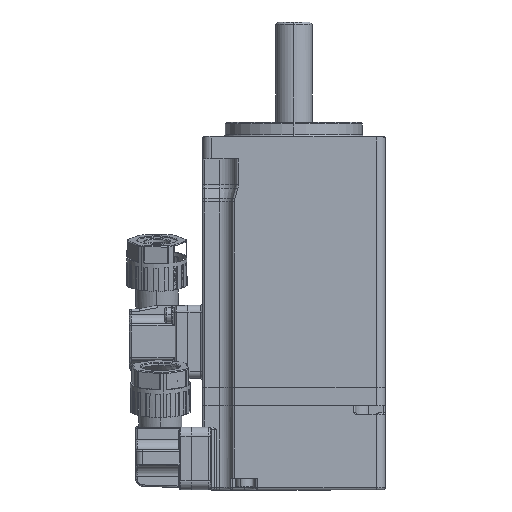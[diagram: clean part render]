
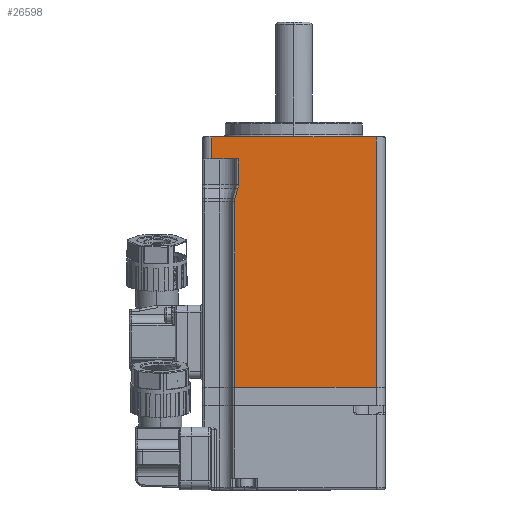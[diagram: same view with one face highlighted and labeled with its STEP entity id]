
A CAD part, top view. The second image highlights one B-rep face of the part: STEP entity #26598.
In plain terms, the highlighted planar face has unit normal (0, 0, 1).
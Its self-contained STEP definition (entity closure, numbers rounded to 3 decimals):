
#730 = CARTESIAN_POINT ( 'NONE',  ( 18., 0., 20. ) ) ;
#1555 = ORIENTED_EDGE ( 'NONE', *, *, #57114, .T. ) ;
#1956 = CARTESIAN_POINT ( 'NONE',  ( -18., 58., 20. ) ) ;
#4248 = EDGE_CURVE ( 'NONE', #21729, #49222, #61024, .T. ) ;
#5491 = VERTEX_POINT ( 'NONE', #37778 ) ;
#6363 = VERTEX_POINT ( 'NONE', #46888 ) ;
#6818 = VERTEX_POINT ( 'NONE', #18007 ) ;
#6977 = VERTEX_POINT ( 'NONE', #730 ) ;
#8352 = ORIENTED_EDGE ( 'NONE', *, *, #16656, .T. ) ;
#8613 = CARTESIAN_POINT ( 'NONE',  ( -12.907, 41.274, 20. ) ) ;
#10080 = EDGE_CURVE ( 'NONE', #22928, #12466, #25588, .T. ) ;
#10900 = VECTOR ( 'NONE', #13129, 1000. ) ;
#11177 = LINE ( 'NONE', #26400, #56257 ) ;
#11203 = LINE ( 'NONE', #1956, #61370 ) ;
#11897 = ORIENTED_EDGE ( 'NONE', *, *, #16631, .F. ) ;
#12026 = EDGE_CURVE ( 'NONE', #38060, #22928, #60432, .T. ) ;
#12466 = VERTEX_POINT ( 'NONE', #8613 ) ;
#12519 = VECTOR ( 'NONE', #51629, 1000. ) ;
#13129 = DIRECTION ( 'NONE',  ( -1., 0., 0. ) ) ;
#14480 = DIRECTION ( 'NONE',  ( 0., 0., -1. ) ) ;
#16466 = EDGE_CURVE ( 'NONE', #6363, #6977, #18001, .T. ) ;
#16631 = EDGE_CURVE ( 'NONE', #21729, #6977, #11177, .T. ) ;
#16656 = EDGE_CURVE ( 'NONE', #6818, #6363, #35120, .T. ) ;
#18001 = LINE ( 'NONE', #37997, #12519 ) ;
#18007 = CARTESIAN_POINT ( 'NONE',  ( -13., 40.6, 20. ) ) ;
#18955 = CARTESIAN_POINT ( 'NONE',  ( -12.163, 44.412, 20. ) ) ;
#19037 = CARTESIAN_POINT ( 'NONE',  ( -18., 54.8, 20. ) ) ;
#19587 = LINE ( 'NONE', #18955, #46851 ) ;
#20640 = DIRECTION ( 'NONE',  ( -1., 0., 0. ) ) ;
#21469 = ORIENTED_EDGE ( 'NONE', *, *, #10080, .T. ) ;
#21729 = VERTEX_POINT ( 'NONE', #43030 ) ;
#22867 = AXIS2_PLACEMENT_3D ( 'NONE', #57093, #14480, #28206 ) ;
#22928 = VERTEX_POINT ( 'NONE', #52798 ) ;
#23059 = ORIENTED_EDGE ( 'NONE', *, *, #30065, .T. ) ;
#25337 = ORIENTED_EDGE ( 'NONE', *, *, #16466, .T. ) ;
#25470 = DIRECTION ( 'NONE',  ( 0., -1., 0. ) ) ;
#25486 = CARTESIAN_POINT ( 'NONE',  ( -12.163, 44.412, 20. ) ) ;
#25588 = LINE ( 'NONE', #59760, #57336 ) ;
#25658 = ORIENTED_EDGE ( 'NONE', *, *, #4248, .T. ) ;
#26400 = CARTESIAN_POINT ( 'NONE',  ( 18., 58., 20. ) ) ;
#26406 = CARTESIAN_POINT ( 'NONE',  ( -18., 50., 20. ) ) ;
#26598 = ADVANCED_FACE ( 'NONE', ( #42834 ), #43770, .F. ) ;
#26690 = DIRECTION ( 'NONE',  ( 0., 0., 1. ) ) ;
#27047 = CIRCLE ( 'NONE', #54785, 2.5 ) ;
#27750 = CARTESIAN_POINT ( 'NONE',  ( -12.163, 50., 20. ) ) ;
#28206 = DIRECTION ( 'NONE',  ( -1., 0., 0. ) ) ;
#28258 = VERTEX_POINT ( 'NONE', #27750 ) ;
#28330 = DIRECTION ( 'NONE',  ( 0., -1., 0. ) ) ;
#30065 = EDGE_CURVE ( 'NONE', #28258, #38060, #19587, .T. ) ;
#30159 = DIRECTION ( 'NONE',  ( 0., -1., 0. ) ) ;
#32975 = CARTESIAN_POINT ( 'NONE',  ( -18., 54.8, 20. ) ) ;
#34617 = VECTOR ( 'NONE', #36656, 1000. ) ;
#34689 = EDGE_CURVE ( 'NONE', #12466, #6818, #27047, .T. ) ;
#35120 = LINE ( 'NONE', #44492, #55255 ) ;
#36173 = ORIENTED_EDGE ( 'NONE', *, *, #12026, .T. ) ;
#36656 = DIRECTION ( 'NONE',  ( 1., 0., 0. ) ) ;
#36996 = DIRECTION ( 'NONE',  ( 0., -1., 0. ) ) ;
#37778 = CARTESIAN_POINT ( 'NONE',  ( -18., 50., 20. ) ) ;
#37997 = CARTESIAN_POINT ( 'NONE',  ( -18., 0., 20. ) ) ;
#38060 = VERTEX_POINT ( 'NONE', #25486 ) ;
#41421 = DIRECTION ( 'NONE',  ( -0.27, -0.963, 0. ) ) ;
#42834 = FACE_OUTER_BOUND ( 'NONE', #48139, .T. ) ;
#43030 = CARTESIAN_POINT ( 'NONE',  ( 18., 54.8, 20. ) ) ;
#43770 = PLANE ( 'NONE',  #22867 ) ;
#44473 = CARTESIAN_POINT ( 'NONE',  ( -10.5, 40.6, 20. ) ) ;
#44492 = CARTESIAN_POINT ( 'NONE',  ( -13., 58., 20. ) ) ;
#45613 = ORIENTED_EDGE ( 'NONE', *, *, #58273, .T. ) ;
#46851 = VECTOR ( 'NONE', #28330, 1000. ) ;
#46863 = ORIENTED_EDGE ( 'NONE', *, *, #34689, .T. ) ;
#46888 = CARTESIAN_POINT ( 'NONE',  ( -13., 0., 20. ) ) ;
#48139 = EDGE_LOOP ( 'NONE', ( #11897, #25658, #45613, #1555, #23059, #36173, #21469, #46863, #8352, #25337 ) ) ;
#49222 = VERTEX_POINT ( 'NONE', #32975 ) ;
#49739 = LINE ( 'NONE', #26406, #34617 ) ;
#51629 = DIRECTION ( 'NONE',  ( 1., 0., 0. ) ) ;
#52096 = CARTESIAN_POINT ( 'NONE',  ( -15.663, 44.412, 20. ) ) ;
#52798 = CARTESIAN_POINT ( 'NONE',  ( -12.293, 43.468, 20. ) ) ;
#54034 = DIRECTION ( 'NONE',  ( -1., 0., 0. ) ) ;
#54785 = AXIS2_PLACEMENT_3D ( 'NONE', #44473, #26690, #54034 ) ;
#55255 = VECTOR ( 'NONE', #30159, 1000. ) ;
#56257 = VECTOR ( 'NONE', #25470, 1000. ) ;
#57093 = CARTESIAN_POINT ( 'NONE',  ( -18., 58., 20. ) ) ;
#57114 = EDGE_CURVE ( 'NONE', #5491, #28258, #49739, .T. ) ;
#57336 = VECTOR ( 'NONE', #41421, 1000. ) ;
#57660 = DIRECTION ( 'NONE',  ( 0., 0., -1. ) ) ;
#58273 = EDGE_CURVE ( 'NONE', #49222, #5491, #11203, .T. ) ;
#59760 = CARTESIAN_POINT ( 'NONE',  ( -8.935, 55.462, 20. ) ) ;
#60432 = CIRCLE ( 'NONE', #61419, 3.5 ) ;
#61024 = LINE ( 'NONE', #19037, #10900 ) ;
#61370 = VECTOR ( 'NONE', #36996, 1000. ) ;
#61419 = AXIS2_PLACEMENT_3D ( 'NONE', #52096, #57660, #20640 ) ;
